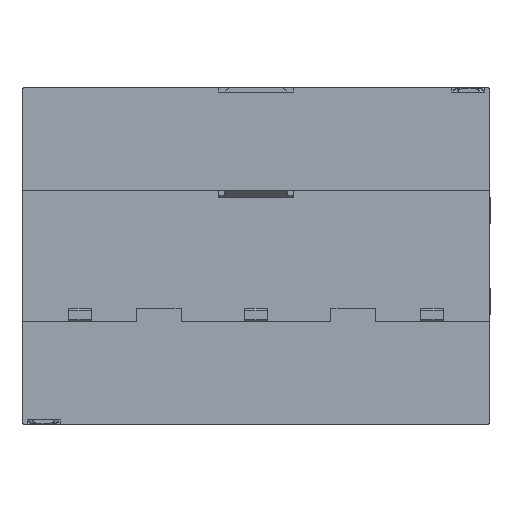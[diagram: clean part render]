
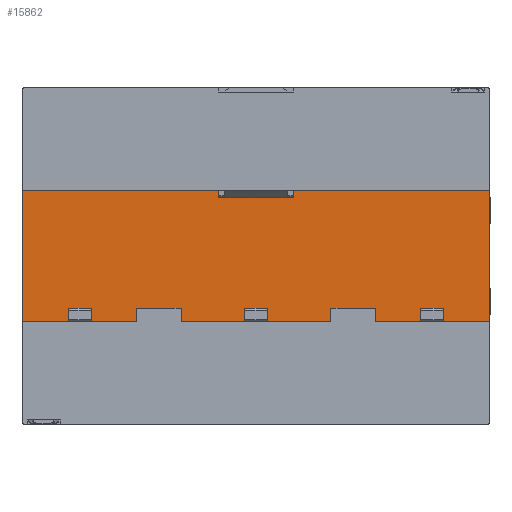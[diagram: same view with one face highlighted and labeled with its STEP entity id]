
A CAD part, front view. The second image highlights one B-rep face of the part: STEP entity #15862.
In plain terms, the highlighted planar face has unit normal (0, -1, 0).
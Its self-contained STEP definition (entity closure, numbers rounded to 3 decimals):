
#1=DIRECTION('',(1.,0.,0.));
#2=VECTOR('',#1,124.6);
#3=CARTESIAN_POINT('',(-62.3,0.,17.5));
#4=LINE('',#3,#2);
#5=DIRECTION('',(-1.,0.,0.));
#6=VECTOR('',#5,12.3);
#7=CARTESIAN_POINT('',(62.3,0.,-17.5));
#8=LINE('',#7,#6);
#9=DIRECTION('',(0.,0.,1.));
#10=VECTOR('',#9,3.5);
#11=CARTESIAN_POINT('',(50.,0.,-17.5));
#12=LINE('',#11,#10);
#13=DIRECTION('',(0.,0.,-1.));
#14=VECTOR('',#13,3.5);
#15=CARTESIAN_POINT('',(44.,0.,-14.));
#16=LINE('',#15,#14);
#17=DIRECTION('',(0.,0.,1.));
#18=VECTOR('',#17,3.5);
#19=CARTESIAN_POINT('',(3.,0.,-17.5));
#20=LINE('',#19,#18);
#21=DIRECTION('',(0.,0.,-1.));
#22=VECTOR('',#21,3.5);
#23=CARTESIAN_POINT('',(-3.,0.,-14.));
#24=LINE('',#23,#22);
#25=DIRECTION('',(0.,0.,1.));
#26=VECTOR('',#25,3.5);
#27=CARTESIAN_POINT('',(-44.,0.,-17.5));
#28=LINE('',#27,#26);
#29=DIRECTION('',(0.,0.,-1.));
#30=VECTOR('',#29,3.5);
#31=CARTESIAN_POINT('',(-50.,0.,-14.));
#32=LINE('',#31,#30);
#33=DIRECTION('',(-1.,0.,0.));
#34=VECTOR('',#33,12.3);
#35=CARTESIAN_POINT('',(-50.,0.,-17.5));
#36=LINE('',#35,#34);
#49=DIRECTION('',(0.,0.,-1.));
#50=VECTOR('',#49,35.);
#51=CARTESIAN_POINT('',(-62.3,0.,17.5));
#52=LINE('',#51,#50);
#4487=DIRECTION('',(1.,0.,0.));
#4488=VECTOR('',#4487,41.);
#4489=CARTESIAN_POINT('',(-44.,0.,-17.5));
#4490=LINE('',#4489,#4488);
#4491=DIRECTION('',(1.,0.,0.));
#4492=VECTOR('',#4491,41.);
#4493=CARTESIAN_POINT('',(3.,0.,-17.5));
#4494=LINE('',#4493,#4492);
#4551=DIRECTION('',(-1.,0.,0.));
#4552=VECTOR('',#4551,6.);
#4553=CARTESIAN_POINT('',(-44.,0.,-14.));
#4554=LINE('',#4553,#4552);
#4591=DIRECTION('',(-1.,0.,0.));
#4592=VECTOR('',#4591,6.);
#4593=CARTESIAN_POINT('',(3.,0.,-14.));
#4594=LINE('',#4593,#4592);
#4631=DIRECTION('',(-1.,0.,0.));
#4632=VECTOR('',#4631,6.);
#4633=CARTESIAN_POINT('',(50.,0.,-14.));
#4634=LINE('',#4633,#4632);
#4671=DIRECTION('',(0.,0.,-1.));
#4672=VECTOR('',#4671,35.);
#4673=CARTESIAN_POINT('',(62.3,0.,17.5));
#4674=LINE('',#4673,#4672);
#14054=CARTESIAN_POINT('',(50.,0.,-14.));
#14055=CARTESIAN_POINT('',(44.,0.,-14.));
#14056=VERTEX_POINT('',#14054);
#14057=VERTEX_POINT('',#14055);
#14062=CARTESIAN_POINT('',(3.,0.,-14.));
#14063=CARTESIAN_POINT('',(-3.,0.,-14.));
#14064=VERTEX_POINT('',#14062);
#14065=VERTEX_POINT('',#14063);
#14070=CARTESIAN_POINT('',(-44.,0.,-14.));
#14071=CARTESIAN_POINT('',(-50.,0.,-14.));
#14072=VERTEX_POINT('',#14070);
#14073=VERTEX_POINT('',#14071);
#15055=CARTESIAN_POINT('',(-62.3,0.,17.5));
#15057=VERTEX_POINT('',#15055);
#15058=CARTESIAN_POINT('',(-62.3,0.,-17.5));
#15059=VERTEX_POINT('',#15058);
#15063=CARTESIAN_POINT('',(62.3,0.,17.5));
#15065=VERTEX_POINT('',#15063);
#15066=CARTESIAN_POINT('',(62.3,0.,-17.5));
#15067=VERTEX_POINT('',#15066);
#15544=CARTESIAN_POINT('',(50.,0.,-17.5));
#15545=CARTESIAN_POINT('',(44.,0.,-17.5));
#15546=VERTEX_POINT('',#15544);
#15547=VERTEX_POINT('',#15545);
#15548=CARTESIAN_POINT('',(3.,0.,-17.5));
#15549=CARTESIAN_POINT('',(-3.,0.,-17.5));
#15550=VERTEX_POINT('',#15548);
#15551=VERTEX_POINT('',#15549);
#15552=CARTESIAN_POINT('',(-44.,0.,-17.5));
#15553=CARTESIAN_POINT('',(-50.,0.,-17.5));
#15554=VERTEX_POINT('',#15552);
#15555=VERTEX_POINT('',#15553);
#15823=CARTESIAN_POINT('',(0.,0.,0.));
#15824=DIRECTION('',(0.,1.,0.));
#15825=DIRECTION('',(-1.,0.,0.));
#15826=AXIS2_PLACEMENT_3D('',#15823,#15824,#15825);
#15827=PLANE('',#15826);
#15829=ORIENTED_EDGE('',*,*,#15828,.T.);
#15831=ORIENTED_EDGE('',*,*,#15830,.T.);
#15833=ORIENTED_EDGE('',*,*,#15832,.T.);
#15835=ORIENTED_EDGE('',*,*,#15834,.T.);
#15837=ORIENTED_EDGE('',*,*,#15836,.T.);
#15839=ORIENTED_EDGE('',*,*,#15838,.T.);
#15841=ORIENTED_EDGE('',*,*,#15840,.F.);
#15843=ORIENTED_EDGE('',*,*,#15842,.T.);
#15845=ORIENTED_EDGE('',*,*,#15844,.T.);
#15847=ORIENTED_EDGE('',*,*,#15846,.T.);
#15849=ORIENTED_EDGE('',*,*,#15848,.F.);
#15851=ORIENTED_EDGE('',*,*,#15850,.T.);
#15853=ORIENTED_EDGE('',*,*,#15852,.T.);
#15855=ORIENTED_EDGE('',*,*,#15854,.T.);
#15857=ORIENTED_EDGE('',*,*,#15856,.T.);
#15859=ORIENTED_EDGE('',*,*,#15858,.F.);
#15860=EDGE_LOOP('',(#15829,#15831,#15833,#15835,#15837,#15839,#15841,#15843,
#15845,#15847,#15849,#15851,#15853,#15855,#15857,#15859));
#15861=FACE_OUTER_BOUND('',#15860,.F.);
#15862=ADVANCED_FACE('',(#15861),#15827,.F.);
#15828=EDGE_CURVE('',#15057,#15065,#4,.T.);
#15830=EDGE_CURVE('',#15065,#15067,#4674,.T.);
#15832=EDGE_CURVE('',#15067,#15546,#8,.T.);
#15834=EDGE_CURVE('',#15546,#14056,#12,.T.);
#15836=EDGE_CURVE('',#14056,#14057,#4634,.T.);
#15838=EDGE_CURVE('',#14057,#15547,#16,.T.);
#15840=EDGE_CURVE('',#15550,#15547,#4494,.T.);
#15842=EDGE_CURVE('',#15550,#14064,#20,.T.);
#15844=EDGE_CURVE('',#14064,#14065,#4594,.T.);
#15846=EDGE_CURVE('',#14065,#15551,#24,.T.);
#15848=EDGE_CURVE('',#15554,#15551,#4490,.T.);
#15850=EDGE_CURVE('',#15554,#14072,#28,.T.);
#15852=EDGE_CURVE('',#14072,#14073,#4554,.T.);
#15854=EDGE_CURVE('',#14073,#15555,#32,.T.);
#15856=EDGE_CURVE('',#15555,#15059,#36,.T.);
#15858=EDGE_CURVE('',#15057,#15059,#52,.T.);
